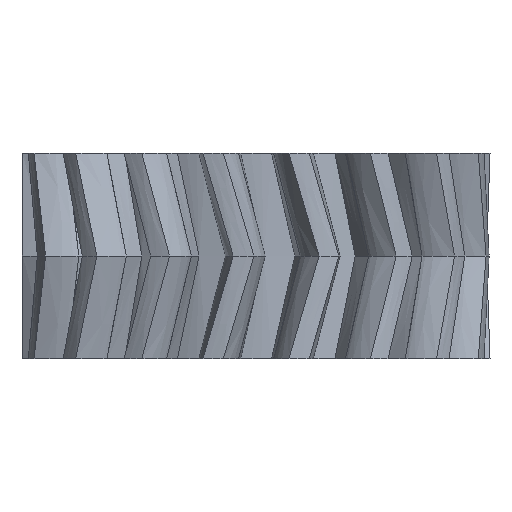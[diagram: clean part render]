
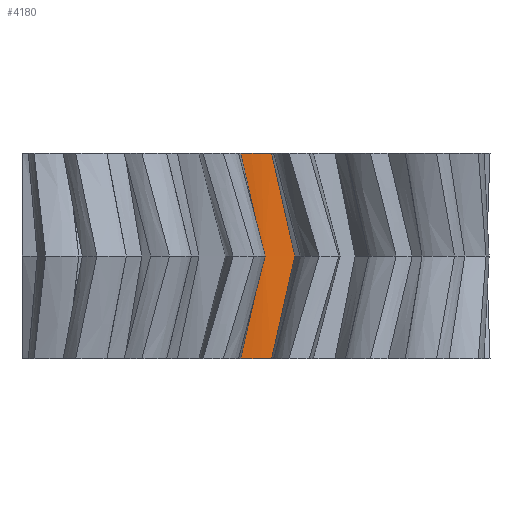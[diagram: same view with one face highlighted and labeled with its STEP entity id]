
A CAD part, left-side view. The second image highlights one B-rep face of the part: STEP entity #4180.
In plain terms, the highlighted cylindrical face has radius 8.7 mm (diameter 17.4 mm), a partial arc.
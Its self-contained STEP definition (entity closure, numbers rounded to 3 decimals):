
#277=B_SPLINE_CURVE_WITH_KNOTS('',3,(#18462,#18463,#18464,#18465),
 .UNSPECIFIED.,.F.,.F.,(4,4),(0.,0.513),.UNSPECIFIED.);
#283=B_SPLINE_CURVE_WITH_KNOTS('',3,(#19124,#19125,#19126,#19127),
 .UNSPECIFIED.,.F.,.F.,(4,4),(0.,0.513),.UNSPECIFIED.);
#414=B_SPLINE_CURVE_WITH_KNOTS('',3,(#35410,#35411,#35412,#35413),
 .UNSPECIFIED.,.F.,.F.,(4,4),(0.,0.513),.UNSPECIFIED.);
#420=B_SPLINE_CURVE_WITH_KNOTS('',3,(#35539,#35540,#35541,#35542),
 .UNSPECIFIED.,.F.,.F.,(4,4),(0.,0.513),.UNSPECIFIED.);
#946=CYLINDRICAL_SURFACE('',#4368,8.7);
#1146=FACE_OUTER_BOUND('',#1409,.T.);
#1409=EDGE_LOOP('',(#3678,#3679,#3680,#3681,#3682,#3683));
#1509=CIRCLE('',#4298,8.7);
#1553=CIRCLE('',#4344,8.7);
#1678=VERTEX_POINT('',#11838);
#1679=VERTEX_POINT('',#11840);
#1769=VERTEX_POINT('',#18461);
#1775=VERTEX_POINT('',#19123);
#1911=VERTEX_POINT('',#29825);
#1912=VERTEX_POINT('',#29827);
#2106=EDGE_CURVE('',#1678,#1679,#1509,.T.);
#2233=EDGE_CURVE('',#1679,#1769,#277,.T.);
#2245=EDGE_CURVE('',#1775,#1678,#283,.T.);
#2461=EDGE_CURVE('',#1912,#1911,#1553,.T.);
#2575=EDGE_CURVE('',#1911,#1769,#414,.T.);
#2581=EDGE_CURVE('',#1775,#1912,#420,.T.);
#3678=ORIENTED_EDGE('',*,*,#2575,.T.);
#3679=ORIENTED_EDGE('',*,*,#2233,.F.);
#3680=ORIENTED_EDGE('',*,*,#2106,.F.);
#3681=ORIENTED_EDGE('',*,*,#2245,.F.);
#3682=ORIENTED_EDGE('',*,*,#2581,.T.);
#3683=ORIENTED_EDGE('',*,*,#2461,.T.);
#4180=ADVANCED_FACE('',(#1146),#946,.T.);
#4298=AXIS2_PLACEMENT_3D('',#11841,#4470,#4471);
#4344=AXIS2_PLACEMENT_3D('',#29828,#4620,#4621);
#4368=AXIS2_PLACEMENT_3D('',#35538,#4686,#4687);
#4470=DIRECTION('center_axis',(0.,0.,1.));
#4471=DIRECTION('ref_axis',(1.,0.,0.));
#4620=DIRECTION('center_axis',(0.,0.,1.));
#4621=DIRECTION('ref_axis',(1.,0.,0.));
#4686=DIRECTION('center_axis',(0.,0.,1.));
#4687=DIRECTION('ref_axis',(-0.998,-0.065,0.));
#11838=CARTESIAN_POINT('',(-8.667,0.755,10.));
#11840=CARTESIAN_POINT('',(-8.667,-0.755,10.));
#11841=CARTESIAN_POINT('Origin',(0.,0.,10.));
#18461=CARTESIAN_POINT('',(-8.495,-1.88,5.));
#18462=CARTESIAN_POINT('Ctrl Pts',(-8.667,-0.755,
10.));
#18463=CARTESIAN_POINT('Ctrl Pts',(-8.634,-1.133,8.333));
#18464=CARTESIAN_POINT('Ctrl Pts',(-8.577,-1.509,
6.667));
#18465=CARTESIAN_POINT('Ctrl Pts',(-8.495,-1.88,
5.));
#19123=CARTESIAN_POINT('',(-8.692,-0.383,5.));
#19124=CARTESIAN_POINT('Ctrl Pts',(-8.692,-0.383,
5.));
#19125=CARTESIAN_POINT('Ctrl Pts',(-8.708,-0.004,
6.667));
#19126=CARTESIAN_POINT('Ctrl Pts',(-8.7,0.377,8.333));
#19127=CARTESIAN_POINT('Ctrl Pts',(-8.667,0.755,
10.));
#29825=CARTESIAN_POINT('',(-8.667,-0.755,0.));
#29827=CARTESIAN_POINT('',(-8.667,0.755,0.));
#29828=CARTESIAN_POINT('Origin',(0.,0.,0.));
#35410=CARTESIAN_POINT('Ctrl Pts',(-8.667,-0.755,
0.));
#35411=CARTESIAN_POINT('Ctrl Pts',(-8.634,-1.133,1.667));
#35412=CARTESIAN_POINT('Ctrl Pts',(-8.577,-1.509,
3.333));
#35413=CARTESIAN_POINT('Ctrl Pts',(-8.495,-1.88,
5.));
#35538=CARTESIAN_POINT('Origin',(0.,0.,0.));
#35539=CARTESIAN_POINT('Ctrl Pts',(-8.692,-0.383,
5.));
#35540=CARTESIAN_POINT('Ctrl Pts',(-8.708,-0.004,
3.333));
#35541=CARTESIAN_POINT('Ctrl Pts',(-8.7,0.377,1.667));
#35542=CARTESIAN_POINT('Ctrl Pts',(-8.667,0.755,
0.));
